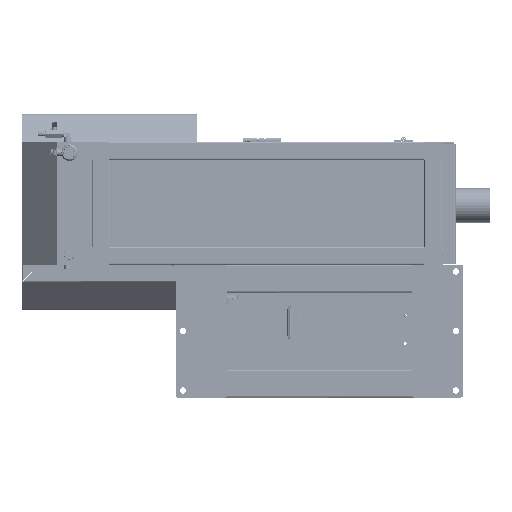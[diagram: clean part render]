
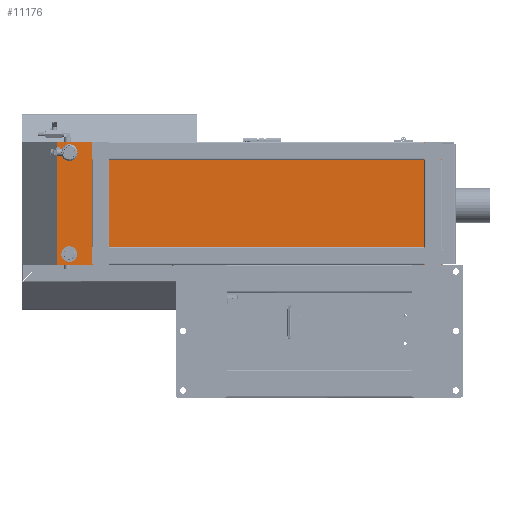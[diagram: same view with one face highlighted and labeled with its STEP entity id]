
A CAD part, front view. The second image highlights one B-rep face of the part: STEP entity #11176.
In plain terms, the highlighted planar face has unit normal (0, -1, 0).
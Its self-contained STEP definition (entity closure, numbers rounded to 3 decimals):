
#5038 = DIRECTION ( 'NONE',  ( -1., 0., 0. ) ) ;
#11176 = ADVANCED_FACE ( 'NONE', ( #34670, #51148, #112786 ), #52166, .F. ) ;
#11948 = DIRECTION ( 'NONE',  ( 1., 0., 0. ) ) ;
#12345 = VERTEX_POINT ( 'NONE', #15237 ) ;
#12993 = EDGE_LOOP ( 'NONE', ( #91634, #102769, #103078, #143407 ) ) ;
#13805 = CARTESIAN_POINT ( 'NONE',  ( -935.439, 276.277, -16.328 ) ) ;
#15015 = CARTESIAN_POINT ( 'NONE',  ( -835.439, 276.277, 333.672 ) ) ;
#15237 = CARTESIAN_POINT ( 'NONE',  ( 264.561, 276.277, -16.328 ) ) ;
#30128 = EDGE_CURVE ( 'NONE', #101109, #50535, #145488, .T. ) ;
#34670 = FACE_BOUND ( 'NONE', #147579, .T. ) ;
#37742 = DIRECTION ( 'NONE',  ( 0., 1., 0. ) ) ;
#42398 = CIRCLE ( 'NONE', #137623, 15.417 ) ;
#44711 = LINE ( 'NONE', #13805, #197222 ) ;
#44712 = CARTESIAN_POINT ( 'NONE',  ( 264.561, 276.277, 333.672 ) ) ;
#47782 = DIRECTION ( 'NONE',  ( -1., 0., 0. ) ) ;
#50535 = VERTEX_POINT ( 'NONE', #169315 ) ;
#50726 = DIRECTION ( 'NONE',  ( 0., 0., 1. ) ) ;
#51148 = FACE_BOUND ( 'NONE', #121219, .T. ) ;
#51355 = CARTESIAN_POINT ( 'NONE',  ( -800.439, 276.277, 13.672 ) ) ;
#52166 = PLANE ( 'NONE',  #98409 ) ;
#53700 = LINE ( 'NONE', #116348, #118237 ) ;
#57199 = EDGE_CURVE ( 'NONE', #152515, #12345, #53700, .T. ) ;
#59131 = VERTEX_POINT ( 'NONE', #15015 ) ;
#60831 = EDGE_CURVE ( 'NONE', #142163, #12345, #44711, .T. ) ;
#61124 = DIRECTION ( 'NONE',  ( 1., 0., 0. ) ) ;
#63587 = AXIS2_PLACEMENT_3D ( 'NONE', #125851, #188544, #47782 ) ;
#64031 = VECTOR ( 'NONE', #50726, 1000. ) ;
#74350 = ORIENTED_EDGE ( 'NONE', *, *, #153547, .T. ) ;
#86395 = CARTESIAN_POINT ( 'NONE',  ( -800.439, 276.277, 13.672 ) ) ;
#89320 = CARTESIAN_POINT ( 'NONE',  ( -785.022, 276.277, 13.672 ) ) ;
#90422 = DIRECTION ( 'NONE',  ( -1., 0., 0. ) ) ;
#91634 = ORIENTED_EDGE ( 'NONE', *, *, #139047, .F. ) ;
#98409 = AXIS2_PLACEMENT_3D ( 'NONE', #113800, #37742, #100414 ) ;
#100414 = DIRECTION ( 'NONE',  ( -1., 0., 0. ) ) ;
#101109 = VERTEX_POINT ( 'NONE', #158642 ) ;
#102769 = ORIENTED_EDGE ( 'NONE', *, *, #132128, .F. ) ;
#103078 = ORIENTED_EDGE ( 'NONE', *, *, #60831, .T. ) ;
#104805 = VERTEX_POINT ( 'NONE', #89320 ) ;
#112786 = FACE_OUTER_BOUND ( 'NONE', #12993, .T. ) ;
#113800 = CARTESIAN_POINT ( 'NONE',  ( -935.439, 276.277, 333.672 ) ) ;
#116222 = EDGE_CURVE ( 'NONE', #104805, #185846, #154593, .T. ) ;
#116348 = CARTESIAN_POINT ( 'NONE',  ( 264.561, 276.277, 333.672 ) ) ;
#118237 = VECTOR ( 'NONE', #179059, 1000. ) ;
#118479 = AXIS2_PLACEMENT_3D ( 'NONE', #86395, #133674, #145031 ) ;
#121219 = EDGE_LOOP ( 'NONE', ( #200293, #143153 ) ) ;
#125851 = CARTESIAN_POINT ( 'NONE',  ( -800.439, 276.277, 303.672 ) ) ;
#128772 = LINE ( 'NONE', #191480, #64031 ) ;
#129929 = ORIENTED_EDGE ( 'NONE', *, *, #30128, .T. ) ;
#132128 = EDGE_CURVE ( 'NONE', #142163, #59131, #128772, .T. ) ;
#133674 = DIRECTION ( 'NONE',  ( 0., 1., 0. ) ) ;
#137623 = AXIS2_PLACEMENT_3D ( 'NONE', #51355, #192115, #5038 ) ;
#138725 = CARTESIAN_POINT ( 'NONE',  ( -800.439, 276.277, 303.672 ) ) ;
#139047 = EDGE_CURVE ( 'NONE', #59131, #152515, #151771, .T. ) ;
#142163 = VERTEX_POINT ( 'NONE', #167603 ) ;
#143153 = ORIENTED_EDGE ( 'NONE', *, *, #116222, .T. ) ;
#143407 = ORIENTED_EDGE ( 'NONE', *, *, #57199, .F. ) ;
#145031 = DIRECTION ( 'NONE',  ( -1., 0., 0. ) ) ;
#145488 = CIRCLE ( 'NONE', #194620, 15.417 ) ;
#147579 = EDGE_LOOP ( 'NONE', ( #129929, #74350 ) ) ;
#151771 = LINE ( 'NONE', #170249, #174168 ) ;
#152515 = VERTEX_POINT ( 'NONE', #44712 ) ;
#153547 = EDGE_CURVE ( 'NONE', #50535, #101109, #162490, .T. ) ;
#154593 = CIRCLE ( 'NONE', #118479, 15.417 ) ;
#158642 = CARTESIAN_POINT ( 'NONE',  ( -815.856, 276.277, 303.672 ) ) ;
#162490 = CIRCLE ( 'NONE', #63587, 15.417 ) ;
#165495 = DIRECTION ( 'NONE',  ( 0., 1., 0. ) ) ;
#167603 = CARTESIAN_POINT ( 'NONE',  ( -835.439, 276.277, -16.328 ) ) ;
#169315 = CARTESIAN_POINT ( 'NONE',  ( -785.022, 276.277, 303.672 ) ) ;
#170249 = CARTESIAN_POINT ( 'NONE',  ( -935.439, 276.277, 333.672 ) ) ;
#174168 = VECTOR ( 'NONE', #11948, 1000. ) ;
#179059 = DIRECTION ( 'NONE',  ( 0., 0., -1. ) ) ;
#180231 = CARTESIAN_POINT ( 'NONE',  ( -815.856, 276.277, 13.672 ) ) ;
#185846 = VERTEX_POINT ( 'NONE', #180231 ) ;
#188544 = DIRECTION ( 'NONE',  ( 0., 1., 0. ) ) ;
#191480 = CARTESIAN_POINT ( 'NONE',  ( -835.439, 276.277, -16.328 ) ) ;
#192115 = DIRECTION ( 'NONE',  ( 0., 1., 0. ) ) ;
#192834 = EDGE_CURVE ( 'NONE', #185846, #104805, #42398, .T. ) ;
#194620 = AXIS2_PLACEMENT_3D ( 'NONE', #138725, #165495, #90422 ) ;
#197222 = VECTOR ( 'NONE', #61124, 1000. ) ;
#200293 = ORIENTED_EDGE ( 'NONE', *, *, #192834, .T. ) ;
